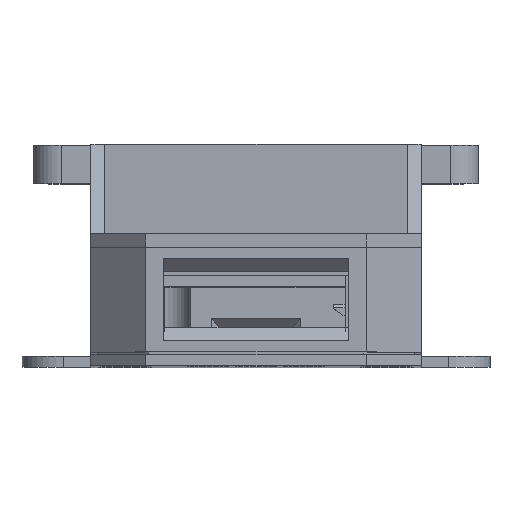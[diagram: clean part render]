
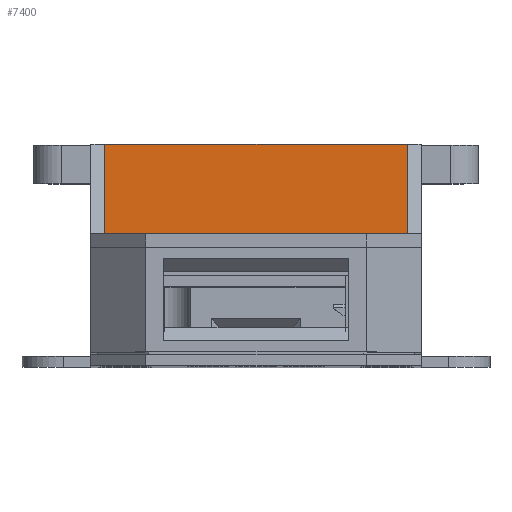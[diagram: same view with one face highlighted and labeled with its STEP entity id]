
A CAD part, top view. The second image highlights one B-rep face of the part: STEP entity #7400.
In plain terms, the highlighted planar face has unit normal (0, 0, 1).
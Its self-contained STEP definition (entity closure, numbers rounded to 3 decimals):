
#401=PLANE('',#8002);
#708=FACE_OUTER_BOUND('',#1186,.T.);
#1186=EDGE_LOOP('',(#6606,#6607,#6608,#6609));
#1870=LINE('',#11698,#2631);
#1873=LINE('',#11705,#2634);
#1877=LINE('',#11711,#2638);
#1980=LINE('',#12055,#2741);
#2631=VECTOR('',#9527,10.);
#2634=VECTOR('',#9532,10.);
#2638=VECTOR('',#9538,10.);
#2741=VECTOR('',#9875,10.);
#3617=VERTEX_POINT('',#11696);
#3618=VERTEX_POINT('',#11697);
#3620=VERTEX_POINT('',#11703);
#3621=VERTEX_POINT('',#11704);
#4555=EDGE_CURVE('',#3617,#3618,#1870,.T.);
#4558=EDGE_CURVE('',#3620,#3621,#1873,.T.);
#4562=EDGE_CURVE('',#3617,#3621,#1877,.T.);
#4741=EDGE_CURVE('',#3618,#3620,#1980,.T.);
#6606=ORIENTED_EDGE('',*,*,#4558,.T.);
#6607=ORIENTED_EDGE('',*,*,#4562,.F.);
#6608=ORIENTED_EDGE('',*,*,#4555,.T.);
#6609=ORIENTED_EDGE('',*,*,#4741,.T.);
#7400=ADVANCED_FACE('',(#708),#401,.T.);
#8002=AXIS2_PLACEMENT_3D('',#12054,#9873,#9874);
#9527=DIRECTION('',(0.,1.,0.));
#9532=DIRECTION('',(0.,-1.,0.));
#9538=DIRECTION('',(-1.,0.,0.));
#9873=DIRECTION('center_axis',(0.,0.,
1.));
#9874=DIRECTION('ref_axis',(0.,1.,0.));
#9875=DIRECTION('',(-1.,0.,0.));
#11696=CARTESIAN_POINT('',(12.75,2.75,23.076));
#11697=CARTESIAN_POINT('',(12.75,9.25,23.076));
#11698=CARTESIAN_POINT('',(12.75,4.375,23.076));
#11703=CARTESIAN_POINT('',(-9.25,9.25,23.076));
#11704=CARTESIAN_POINT('',(-9.25,2.75,23.076));
#11705=CARTESIAN_POINT('',(-9.25,4.375,23.076));
#11711=CARTESIAN_POINT('',(13.75,2.75,23.076));
#12054=CARTESIAN_POINT('Origin',(13.75,2.75,23.076));
#12055=CARTESIAN_POINT('',(13.75,9.25,23.076));
